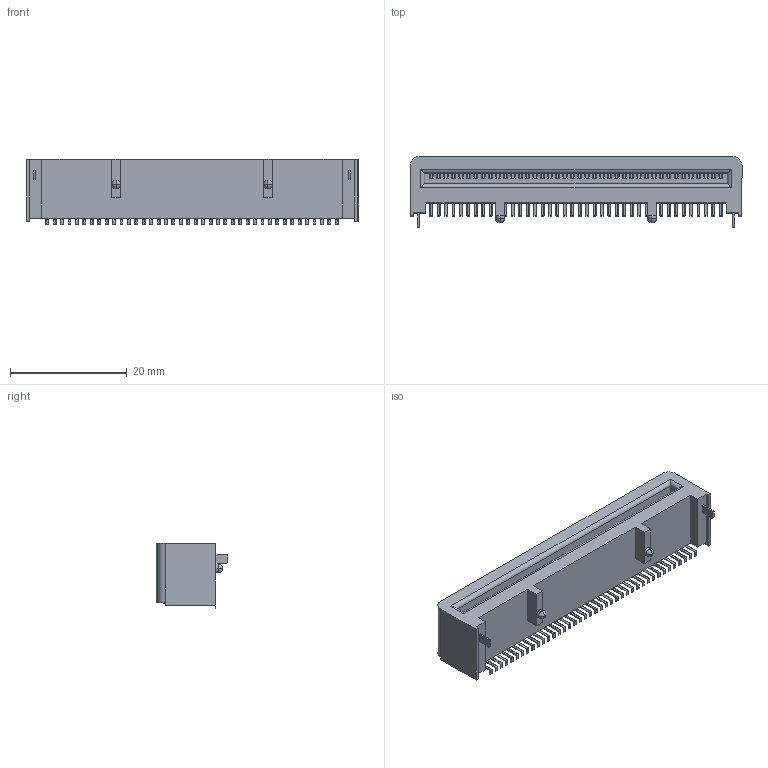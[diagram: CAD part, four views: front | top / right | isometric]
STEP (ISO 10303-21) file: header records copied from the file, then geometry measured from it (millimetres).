
FILE_DESCRIPTION (( 'STEP AP214' ), '1' );
FILE_NAME ('CYLCONN_90_degree_black.STEP', '2019-10-25T12:40:33', ( '' ), ( '' ), 'SwSTEP 2.0', 'SolidWorks 2019', '' );
FILE_SCHEMA (( 'AUTOMOTIVE_DESIGN' ));
Length unit declared in the file: millimetre
Products named in the file (3): 90_CYLCONN; 90_pin; CYLCONN_90_degree_black
Assembly tree (41 placements, depth 2):
  CYLCONN_90_degree_black
    90_CYLCONN
    90_pin  x40
Bounding box: 56.8 x 12.2 x 11.14 mm (x, y, z)
Volume: 3731.6 mm3; surface area: 5152.7 mm2
Topology: 41 solids, 41 shells, 1891 faces, 4384 edges, 2216 vertices
Faces by surface type: cylinder 786, plane 697, sphere 328, torus 80
Entity records: 11826 total; most frequent: CARTESIAN_POINT 2075, ORIENTED_EDGE 2028, DIRECTION 1836, EDGE_CURVE 1014, LINE 922, VECTOR 922, VERTEX_POINT 656, AXIS2_PLACEMENT_3D 457
